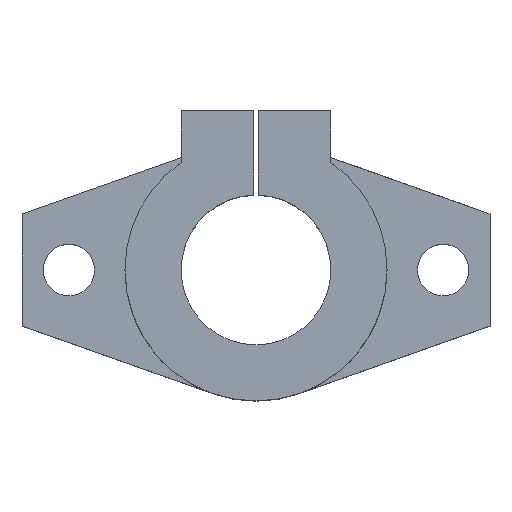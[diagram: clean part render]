
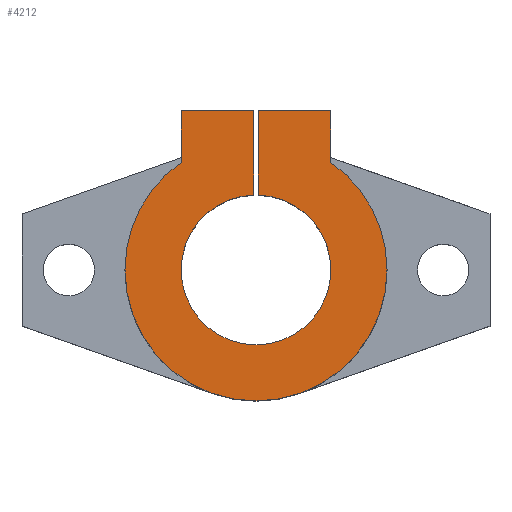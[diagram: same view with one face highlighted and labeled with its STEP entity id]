
A CAD part, top view. The second image highlights one B-rep face of the part: STEP entity #4212.
In plain terms, the highlighted planar face has unit normal (0, 0, 1).
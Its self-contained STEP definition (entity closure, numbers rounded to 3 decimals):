
#30 = CARTESIAN_POINT ( 'NONE',  ( 8., 11.489, 16. ) ) ;
#70 = VERTEX_POINT ( 'NONE', #13695 ) ;
#364 = DIRECTION ( 'NONE',  ( 0., -1., 0. ) ) ;
#653 = DIRECTION ( 'NONE',  ( -1., 0., 0. ) ) ;
#1004 = DIRECTION ( 'NONE',  ( 1., 0., 0. ) ) ;
#1012 = CARTESIAN_POINT ( 'NONE',  ( 0., 0., 16. ) ) ;
#1088 = ORIENTED_EDGE ( 'NONE', *, *, #14129, .F. ) ;
#1209 = EDGE_CURVE ( 'NONE', #13797, #9632, #7726, .T. ) ;
#1466 = VERTEX_POINT ( 'NONE', #14641 ) ;
#1826 = ORIENTED_EDGE ( 'NONE', *, *, #3248, .T. ) ;
#1840 = CARTESIAN_POINT ( 'NONE',  ( 8., 0., 16. ) ) ;
#1987 = AXIS2_PLACEMENT_3D ( 'NONE', #2209, #6832, #9254 ) ;
#2008 = VECTOR ( 'NONE', #14241, 1000. ) ;
#2209 = CARTESIAN_POINT ( 'NONE',  ( 0., 0., 16. ) ) ;
#2295 = DIRECTION ( 'NONE',  ( 0., 0., 1. ) ) ;
#2302 = DIRECTION ( 'NONE',  ( 1., 0., 0. ) ) ;
#2351 = AXIS2_PLACEMENT_3D ( 'NONE', #10278, #5725, #11195 ) ;
#2827 = CIRCLE ( 'NONE', #2351, 8. ) ;
#3248 = EDGE_CURVE ( 'NONE', #4914, #4123, #4536, .T. ) ;
#3400 = DIRECTION ( 'NONE',  ( -1., 0., 0. ) ) ;
#3407 = EDGE_CURVE ( 'NONE', #13100, #1466, #6257, .T. ) ;
#3616 = CARTESIAN_POINT ( 'NONE',  ( -8., 11.489, 16. ) ) ;
#4123 = VERTEX_POINT ( 'NONE', #11212 ) ;
#4195 = AXIS2_PLACEMENT_3D ( 'NONE', #9312, #13903, #11661 ) ;
#4212 = ADVANCED_FACE ( 'NONE', ( #12853 ), #4686, .T. ) ;
#4253 = DIRECTION ( 'NONE',  ( 0., 0., 1. ) ) ;
#4536 = LINE ( 'NONE', #14733, #7015 ) ;
#4604 = VERTEX_POINT ( 'NONE', #7006 ) ;
#4686 = PLANE ( 'NONE',  #4195 ) ;
#4748 = ORIENTED_EDGE ( 'NONE', *, *, #13776, .F. ) ;
#4844 = ORIENTED_EDGE ( 'NONE', *, *, #3407, .T. ) ;
#4908 = LINE ( 'NONE', #12934, #5522 ) ;
#4914 = VERTEX_POINT ( 'NONE', #6370 ) ;
#4949 = AXIS2_PLACEMENT_3D ( 'NONE', #1012, #5564, #2302 ) ;
#5051 = CARTESIAN_POINT ( 'NONE',  ( 0., 0., 16. ) ) ;
#5086 = CARTESIAN_POINT ( 'NONE',  ( 0., 0., 16. ) ) ;
#5225 = CARTESIAN_POINT ( 'NONE',  ( -0.25, 7.996, 16. ) ) ;
#5249 = CARTESIAN_POINT ( 'NONE',  ( -14., 0., 16. ) ) ;
#5266 = CIRCLE ( 'NONE', #7204, 14. ) ;
#5323 = LINE ( 'NONE', #7449, #2008 ) ;
#5522 = VECTOR ( 'NONE', #9235, 1000. ) ;
#5564 = DIRECTION ( 'NONE',  ( 0., 0., 1. ) ) ;
#5703 = CARTESIAN_POINT ( 'NONE',  ( 0., 0., 16. ) ) ;
#5725 = DIRECTION ( 'NONE',  ( 0., 0., 1. ) ) ;
#5786 = CARTESIAN_POINT ( 'NONE',  ( -8., 11.489, 16. ) ) ;
#6257 = LINE ( 'NONE', #9748, #7500 ) ;
#6370 = CARTESIAN_POINT ( 'NONE',  ( 8., 17., 16. ) ) ;
#6521 = EDGE_CURVE ( 'NONE', #14093, #4914, #5323, .T. ) ;
#6585 = ORIENTED_EDGE ( 'NONE', *, *, #12808, .T. ) ;
#6667 = ORIENTED_EDGE ( 'NONE', *, *, #9939, .T. ) ;
#6832 = DIRECTION ( 'NONE',  ( 0., 0., 1. ) ) ;
#7006 = CARTESIAN_POINT ( 'NONE',  ( 14., 0., 16. ) ) ;
#7015 = VECTOR ( 'NONE', #3400, 1000. ) ;
#7204 = AXIS2_PLACEMENT_3D ( 'NONE', #5051, #11962, #12180 ) ;
#7449 = CARTESIAN_POINT ( 'NONE',  ( 8., 11.489, 16. ) ) ;
#7500 = VECTOR ( 'NONE', #653, 1000. ) ;
#7726 = CIRCLE ( 'NONE', #8701, 14. ) ;
#7782 = CARTESIAN_POINT ( 'NONE',  ( 0.25, 7.996, 16. ) ) ;
#8117 = ORIENTED_EDGE ( 'NONE', *, *, #9093, .F. ) ;
#8130 = LINE ( 'NONE', #12746, #10467 ) ;
#8701 = AXIS2_PLACEMENT_3D ( 'NONE', #5703, #2295, #1004 ) ;
#8799 = VERTEX_POINT ( 'NONE', #1840 ) ;
#8849 = ORIENTED_EDGE ( 'NONE', *, *, #9156, .T. ) ;
#9093 = EDGE_CURVE ( 'NONE', #13100, #11519, #4908, .T. ) ;
#9156 = EDGE_CURVE ( 'NONE', #4604, #14093, #5266, .T. ) ;
#9235 = DIRECTION ( 'NONE',  ( 0., -1., 0. ) ) ;
#9250 = CIRCLE ( 'NONE', #1987, 8. ) ;
#9254 = DIRECTION ( 'NONE',  ( 1., 0., 0. ) ) ;
#9312 = CARTESIAN_POINT ( 'NONE',  ( 0., 0., 16. ) ) ;
#9463 = ORIENTED_EDGE ( 'NONE', *, *, #6521, .T. ) ;
#9632 = VERTEX_POINT ( 'NONE', #5249 ) ;
#9748 = CARTESIAN_POINT ( 'NONE',  ( -8., 17., 16. ) ) ;
#9939 = EDGE_CURVE ( 'NONE', #1466, #13797, #13975, .T. ) ;
#10049 = EDGE_CURVE ( 'NONE', #8799, #10455, #2827, .T. ) ;
#10268 = DIRECTION ( 'NONE',  ( 0., 1., 0. ) ) ;
#10278 = CARTESIAN_POINT ( 'NONE',  ( 0., 0., 16. ) ) ;
#10455 = VERTEX_POINT ( 'NONE', #7782 ) ;
#10467 = VECTOR ( 'NONE', #10268, 1000. ) ;
#10583 = ORIENTED_EDGE ( 'NONE', *, *, #1209, .T. ) ;
#11158 = CARTESIAN_POINT ( 'NONE',  ( -0.25, 17., 16. ) ) ;
#11195 = DIRECTION ( 'NONE',  ( 1., 0., 0. ) ) ;
#11212 = CARTESIAN_POINT ( 'NONE',  ( 0.25, 17., 16. ) ) ;
#11519 = VERTEX_POINT ( 'NONE', #5225 ) ;
#11661 = DIRECTION ( 'NONE',  ( 1., 0., 0. ) ) ;
#11962 = DIRECTION ( 'NONE',  ( 0., 0., 1. ) ) ;
#12034 = VECTOR ( 'NONE', #364, 1000. ) ;
#12071 = EDGE_LOOP ( 'NONE', ( #8117, #4844, #6667, #10583, #6585, #8849, #9463, #1826, #4748, #12646, #14784, #1088 ) ) ;
#12180 = DIRECTION ( 'NONE',  ( 1., 0., 0. ) ) ;
#12646 = ORIENTED_EDGE ( 'NONE', *, *, #10049, .F. ) ;
#12694 = CIRCLE ( 'NONE', #14346, 8. ) ;
#12746 = CARTESIAN_POINT ( 'NONE',  ( 0.25, 0., 16. ) ) ;
#12808 = EDGE_CURVE ( 'NONE', #9632, #4604, #13155, .T. ) ;
#12853 = FACE_OUTER_BOUND ( 'NONE', #12071, .T. ) ;
#12934 = CARTESIAN_POINT ( 'NONE',  ( -0.25, 0., 16. ) ) ;
#13072 = EDGE_CURVE ( 'NONE', #70, #8799, #12694, .T. ) ;
#13100 = VERTEX_POINT ( 'NONE', #11158 ) ;
#13155 = CIRCLE ( 'NONE', #4949, 14. ) ;
#13183 = DIRECTION ( 'NONE',  ( 1., 0., 0. ) ) ;
#13695 = CARTESIAN_POINT ( 'NONE',  ( -8., 0., 16. ) ) ;
#13776 = EDGE_CURVE ( 'NONE', #10455, #4123, #8130, .T. ) ;
#13797 = VERTEX_POINT ( 'NONE', #5786 ) ;
#13903 = DIRECTION ( 'NONE',  ( 0., 0., 1. ) ) ;
#13975 = LINE ( 'NONE', #3616, #12034 ) ;
#14093 = VERTEX_POINT ( 'NONE', #30 ) ;
#14129 = EDGE_CURVE ( 'NONE', #11519, #70, #9250, .T. ) ;
#14241 = DIRECTION ( 'NONE',  ( 0., 1., 0. ) ) ;
#14346 = AXIS2_PLACEMENT_3D ( 'NONE', #5086, #4253, #13183 ) ;
#14641 = CARTESIAN_POINT ( 'NONE',  ( -8., 17., 16. ) ) ;
#14733 = CARTESIAN_POINT ( 'NONE',  ( -8., 17., 16. ) ) ;
#14784 = ORIENTED_EDGE ( 'NONE', *, *, #13072, .F. ) ;
